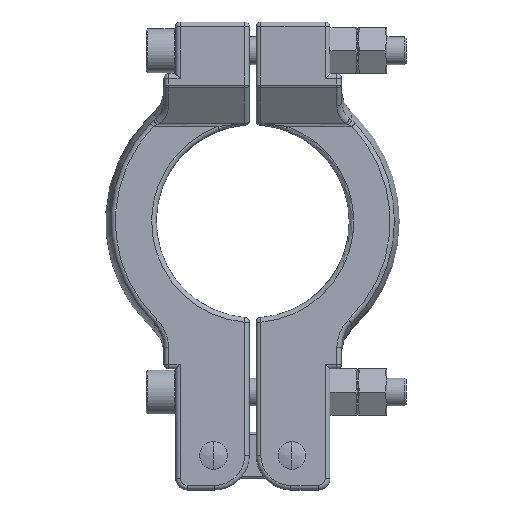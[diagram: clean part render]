
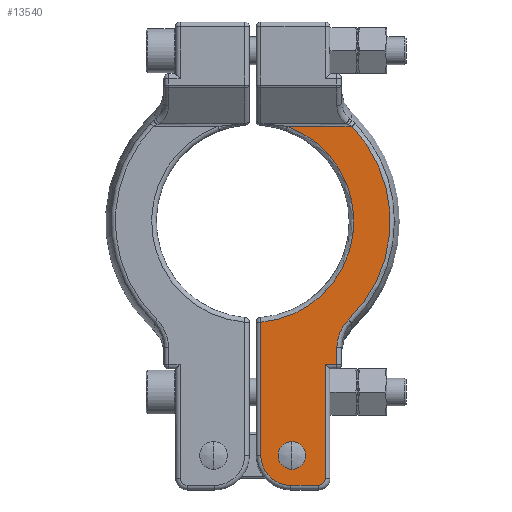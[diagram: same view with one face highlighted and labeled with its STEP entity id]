
A CAD part, left-side view. The second image highlights one B-rep face of the part: STEP entity #13540.
In plain terms, the highlighted planar face has unit normal (-1, 0, 0).
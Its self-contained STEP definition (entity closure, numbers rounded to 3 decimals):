
#37 = ORIENTED_EDGE ( 'NONE', *, *, #5557, .T. ) ;
#111 = DIRECTION ( 'NONE',  ( 0., -1., 0. ) ) ;
#164 = DIRECTION ( 'NONE',  ( -1., 0., 0. ) ) ;
#187 = CARTESIAN_POINT ( 'NONE',  ( -13., -41.529, -42.748 ) ) ;
#510 = VERTEX_POINT ( 'NONE', #6584 ) ;
#786 = LINE ( 'NONE', #10764, #8200 ) ;
#925 = AXIS2_PLACEMENT_3D ( 'NONE', #10603, #7928, #9144 ) ;
#1142 = CARTESIAN_POINT ( 'NONE',  ( -13., -28.5, -114.5 ) ) ;
#1368 = DIRECTION ( 'NONE',  ( 0., 0., 1. ) ) ;
#1535 = CARTESIAN_POINT ( 'NONE',  ( -13., 0., 0. ) ) ;
#1612 = DIRECTION ( 'NONE',  ( -1., 0., 0. ) ) ;
#1789 = ORIENTED_EDGE ( 'NONE', *, *, #6522, .T. ) ;
#2091 = VERTEX_POINT ( 'NONE', #14603 ) ;
#2111 = DIRECTION ( 'NONE',  ( 0., 0., 1. ) ) ;
#2452 = CARTESIAN_POINT ( 'NONE',  ( -13., -36.5, -54.614 ) ) ;
#2549 = EDGE_CURVE ( 'NONE', #11419, #11726, #3852, .T. ) ;
#2588 = DIRECTION ( 'NONE',  ( 1., 0., 0. ) ) ;
#2667 = DIRECTION ( 'NONE',  ( 0., 0., 1. ) ) ;
#2757 = AXIS2_PLACEMENT_3D ( 'NONE', #5560, #2954, #7911 ) ;
#2839 = CARTESIAN_POINT ( 'NONE',  ( -13., -16.5, -101.5 ) ) ;
#2841 = VERTEX_POINT ( 'NONE', #1142 ) ;
#2943 = VECTOR ( 'NONE', #2111, 1000. ) ;
#2954 = DIRECTION ( 'NONE',  ( -1., 0., 0. ) ) ;
#3102 = DIRECTION ( 'NONE',  ( 0., 1., 0. ) ) ;
#3335 = LINE ( 'NONE', #8294, #2943 ) ;
#3446 = ORIENTED_EDGE ( 'NONE', *, *, #2549, .T. ) ;
#3578 = CARTESIAN_POINT ( 'NONE',  ( -13., 0., 0. ) ) ;
#3602 = CARTESIAN_POINT ( 'NONE',  ( -13., -40.73, -43.523 ) ) ;
#3702 = ORIENTED_EDGE ( 'NONE', *, *, #14315, .T. ) ;
#3852 = LINE ( 'NONE', #10169, #14921 ) ;
#3919 = EDGE_CURVE ( 'NONE', #8954, #4280, #5895, .T. ) ;
#3920 = CARTESIAN_POINT ( 'NONE',  ( -13., -40.028, -44.367 ) ) ;
#4181 = FACE_OUTER_BOUND ( 'NONE', #8412, .T. ) ;
#4228 = EDGE_CURVE ( 'NONE', #7547, #9161, #6414, .T. ) ;
#4280 = VERTEX_POINT ( 'NONE', #7131 ) ;
#4611 = VECTOR ( 'NONE', #7792, 1000. ) ;
#5249 = ORIENTED_EDGE ( 'NONE', *, *, #4228, .T. ) ;
#5557 = EDGE_CURVE ( 'NONE', #15424, #11419, #5980, .T. ) ;
#5560 = CARTESIAN_POINT ( 'NONE',  ( -13., 0., 0. ) ) ;
#5832 = DIRECTION ( 'NONE',  ( 1., 0., 0. ) ) ;
#5895 = CIRCLE ( 'NONE', #13390, 43.85 ) ;
#5980 = LINE ( 'NONE', #10846, #6589 ) ;
#6284 = CARTESIAN_POINT ( 'NONE',  ( -13., -38.045, -47.66 ) ) ;
#6414 = CIRCLE ( 'NONE', #6684, 4.75 ) ;
#6522 = EDGE_CURVE ( 'NONE', #11726, #15602, #3335, .T. ) ;
#6557 = CARTESIAN_POINT ( 'NONE',  ( -13., -16.5, -114.5 ) ) ;
#6584 = CARTESIAN_POINT ( 'NONE',  ( -13., -41.529, -42.748 ) ) ;
#6589 = VECTOR ( 'NONE', #10996, 1000. ) ;
#6684 = AXIS2_PLACEMENT_3D ( 'NONE', #15758, #5832, #8346 ) ;
#6718 = ORIENTED_EDGE ( 'NONE', *, *, #14203, .T. ) ;
#7131 = CARTESIAN_POINT ( 'NONE',  ( -13., -3.5, -43.71 ) ) ;
#7547 = VERTEX_POINT ( 'NONE', #9859 ) ;
#7555 = CARTESIAN_POINT ( 'NONE',  ( -13., -36.5, -62. ) ) ;
#7580 = CARTESIAN_POINT ( 'NONE',  ( -13., -37.394, -49.189 ) ) ;
#7792 = DIRECTION ( 'NONE',  ( 0., -1., 0. ) ) ;
#7911 = DIRECTION ( 'NONE',  ( 0., 0., 1. ) ) ;
#7928 = DIRECTION ( 'NONE',  ( -1., 0., 0. ) ) ;
#8158 = VERTEX_POINT ( 'NONE', #10372 ) ;
#8200 = VECTOR ( 'NONE', #13120, 1000. ) ;
#8294 = CARTESIAN_POINT ( 'NONE',  ( -13., -36.5, -53.799 ) ) ;
#8346 = DIRECTION ( 'NONE',  ( 0., 0., 1. ) ) ;
#8369 = LINE ( 'NONE', #13308, #9215 ) ;
#8412 = EDGE_LOOP ( 'NONE', ( #37, #3446, #1789, #13529, #14417, #12238, #16086, #9786, #11467, #3702, #9966 ) ) ;
#8761 = EDGE_CURVE ( 'NONE', #15602, #510, #13785, .T. ) ;
#8954 = VERTEX_POINT ( 'NONE', #15130 ) ;
#9096 = CARTESIAN_POINT ( 'NONE',  ( -13., -28.5, -114.5 ) ) ;
#9129 = FACE_BOUND ( 'NONE', #13703, .T. ) ;
#9143 = EDGE_CURVE ( 'NONE', #510, #2091, #10898, .T. ) ;
#9144 = DIRECTION ( 'NONE',  ( 0., 0., 1. ) ) ;
#9161 = VERTEX_POINT ( 'NONE', #12336 ) ;
#9215 = VECTOR ( 'NONE', #3102, 1000. ) ;
#9746 = CARTESIAN_POINT ( 'NONE',  ( -13., -17.5, -101.5 ) ) ;
#9786 = ORIENTED_EDGE ( 'NONE', *, *, #10922, .T. ) ;
#9859 = CARTESIAN_POINT ( 'NONE',  ( -13., -17.5, -106.25 ) ) ;
#9862 = CARTESIAN_POINT ( 'NONE',  ( -13., -38.288, -47.159 ) ) ;
#9930 = CARTESIAN_POINT ( 'NONE',  ( -13., -36.5, -53.501 ) ) ;
#9966 = ORIENTED_EDGE ( 'NONE', *, *, #12991, .T. ) ;
#10096 = CARTESIAN_POINT ( 'NONE',  ( -13., -37.066, -50.236 ) ) ;
#10163 = CARTESIAN_POINT ( 'NONE',  ( -13., -36.618, -52.389 ) ) ;
#10169 = CARTESIAN_POINT ( 'NONE',  ( -13., -38.5, -62. ) ) ;
#10372 = CARTESIAN_POINT ( 'NONE',  ( -13., -3.5, -101.5 ) ) ;
#10603 = CARTESIAN_POINT ( 'NONE',  ( -13., -28.5, -111.5 ) ) ;
#10764 = CARTESIAN_POINT ( 'NONE',  ( -13., -3.5, -101.5 ) ) ;
#10839 = VERTEX_POINT ( 'NONE', #6557 ) ;
#10846 = CARTESIAN_POINT ( 'NONE',  ( -13., -31.5, -64. ) ) ;
#10898 = CIRCLE ( 'NONE', #14011, 59.599 ) ;
#10922 = EDGE_CURVE ( 'NONE', #4280, #8158, #786, .T. ) ;
#10996 = DIRECTION ( 'NONE',  ( 0., 0., 1. ) ) ;
#11090 = AXIS2_PLACEMENT_3D ( 'NONE', #2839, #1612, #15281 ) ;
#11419 = VERTEX_POINT ( 'NONE', #14834 ) ;
#11467 = ORIENTED_EDGE ( 'NONE', *, *, #11794, .T. ) ;
#11554 = CIRCLE ( 'NONE', #925, 3. ) ;
#11726 = VERTEX_POINT ( 'NONE', #7555 ) ;
#11794 = EDGE_CURVE ( 'NONE', #8158, #10839, #13163, .T. ) ;
#11871 = AXIS2_PLACEMENT_3D ( 'NONE', #9746, #13556, #14709 ) ;
#12238 = ORIENTED_EDGE ( 'NONE', *, *, #14033, .T. ) ;
#12336 = CARTESIAN_POINT ( 'NONE',  ( -13., -17.5, -96.75 ) ) ;
#12444 = CARTESIAN_POINT ( 'NONE',  ( -13., -39.103, -45.724 ) ) ;
#12602 = CARTESIAN_POINT ( 'NONE',  ( -13., -31.5, -111.5 ) ) ;
#12991 = EDGE_CURVE ( 'NONE', #2841, #15424, #11554, .T. ) ;
#13120 = DIRECTION ( 'NONE',  ( 0., 0., -1. ) ) ;
#13159 = CIRCLE ( 'NONE', #11871, 4.75 ) ;
#13163 = CIRCLE ( 'NONE', #11090, 13. ) ;
#13308 = CARTESIAN_POINT ( 'NONE',  ( -13., 0., 41.178 ) ) ;
#13390 = AXIS2_PLACEMENT_3D ( 'NONE', #1535, #2588, #1368 ) ;
#13529 = ORIENTED_EDGE ( 'NONE', *, *, #8761, .T. ) ;
#13540 = ADVANCED_FACE ( 'NONE', ( #4181, #9129 ), #14083, .T. ) ;
#13556 = DIRECTION ( 'NONE',  ( 1., 0., 0. ) ) ;
#13703 = EDGE_LOOP ( 'NONE', ( #6718, #5249 ) ) ;
#13785 = B_SPLINE_CURVE_WITH_KNOTS ( 'NONE', 3,
 ( #2452, #9930, #10163, #10096, #7580, #6284, #9862, #15061, #12444, #3920, #3602, #187 ),
 .UNSPECIFIED., .F., .F.,
 ( 4, 2, 2, 2, 2, 4 ),
 ( 0., 0.003, 0.007, 0.008, 0.01, 0.013 ),
 .UNSPECIFIED. ) ;
#14011 = AXIS2_PLACEMENT_3D ( 'NONE', #3578, #164, #2667 ) ;
#14033 = EDGE_CURVE ( 'NONE', #2091, #8954, #8369, .T. ) ;
#14077 = CARTESIAN_POINT ( 'NONE',  ( -13., -36.5, -54.614 ) ) ;
#14083 = PLANE ( 'NONE',  #2757 ) ;
#14203 = EDGE_CURVE ( 'NONE', #9161, #7547, #13159, .T. ) ;
#14315 = EDGE_CURVE ( 'NONE', #10839, #2841, #15286, .T. ) ;
#14417 = ORIENTED_EDGE ( 'NONE', *, *, #9143, .T. ) ;
#14603 = CARTESIAN_POINT ( 'NONE',  ( -13., -43.085, 41.178 ) ) ;
#14709 = DIRECTION ( 'NONE',  ( 0., 0., 1. ) ) ;
#14834 = CARTESIAN_POINT ( 'NONE',  ( -13., -31.5, -62. ) ) ;
#14921 = VECTOR ( 'NONE', #111, 1000. ) ;
#15061 = CARTESIAN_POINT ( 'NONE',  ( -13., -38.817, -46.192 ) ) ;
#15130 = CARTESIAN_POINT ( 'NONE',  ( -13., -15.072, 41.178 ) ) ;
#15281 = DIRECTION ( 'NONE',  ( 0., 0., 1. ) ) ;
#15286 = LINE ( 'NONE', #9096, #4611 ) ;
#15424 = VERTEX_POINT ( 'NONE', #12602 ) ;
#15602 = VERTEX_POINT ( 'NONE', #14077 ) ;
#15758 = CARTESIAN_POINT ( 'NONE',  ( -13., -17.5, -101.5 ) ) ;
#16086 = ORIENTED_EDGE ( 'NONE', *, *, #3919, .T. ) ;
